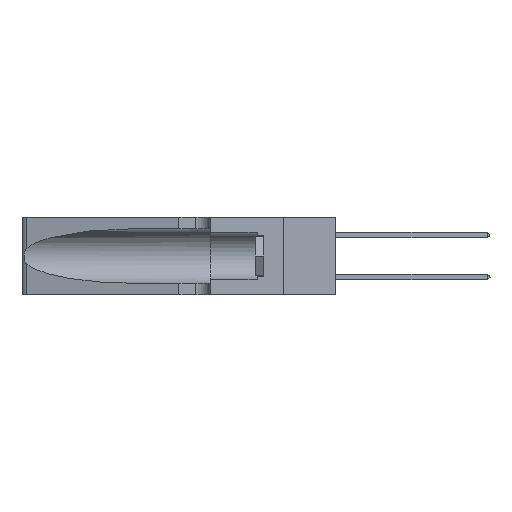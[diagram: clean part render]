
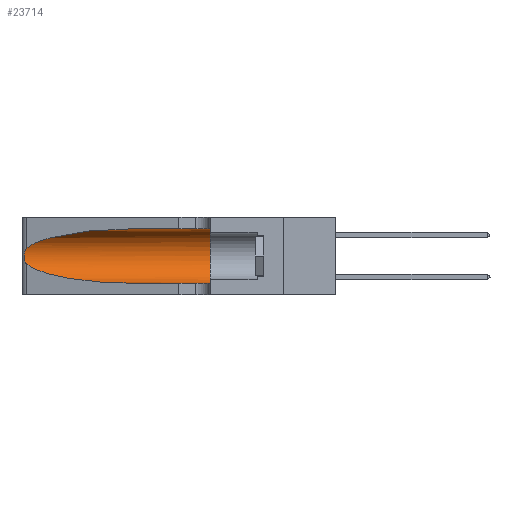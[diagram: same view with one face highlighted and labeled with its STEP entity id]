
A CAD part, left-side view. The second image highlights one B-rep face of the part: STEP entity #23714.
In plain terms, the highlighted cylindrical face has radius 3.308 mm (diameter 6.617 mm), a partial arc.
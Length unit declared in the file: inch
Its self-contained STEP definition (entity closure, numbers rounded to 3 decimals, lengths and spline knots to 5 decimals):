
#141 = B_SPLINE_CURVE_WITH_KNOTS ( 'NONE', 3,
 ( #30867, #18849, #26053, #20805, #16228, #6354, #11545, #23263, #30561, #30772, #1753, #30657, #4137, #21026 ),
 .UNSPECIFIED., .F., .F.,
 ( 4, 2, 2, 2, 2, 2, 4 ),
 ( 0., 0.00027, 0.00053, 0.00107, 0.0016, 0.00187, 0.00214 ),
 .UNSPECIFIED. ) ;
#555 = EDGE_LOOP ( 'NONE', ( #4284, #18242, #5349, #19103, #10842, #13024 ) ) ;
#990 = VECTOR ( 'NONE', #18345, 39.37008 ) ;
#1753 = CARTESIAN_POINT ( 'NONE',  ( 0.25789, 1.23486, 0.15765 ) ) ;
#1858 = CARTESIAN_POINT ( 'NONE',  ( 0.2373, 1.15595, 0.28018 ) ) ;
#2839 =( BOUNDED_CURVE ( )  B_SPLINE_CURVE ( 3, ( #25344, #4005, #6424, #18488 ),
 .UNSPECIFIED., .F., .F. ) 
 B_SPLINE_CURVE_WITH_KNOTS ( ( 4, 4 ),
 ( 3.44316, 4.71239 ),
 .UNSPECIFIED. ) 
 CURVE ( )  GEOMETRIC_REPRESENTATION_ITEM ( )  RATIONAL_B_SPLINE_CURVE ( ( 1., 0.87, 0.87, 1. ) ) 
 REPRESENTATION_ITEM ( '' )  );
#2865 = FACE_OUTER_BOUND ( 'NONE', #555, .T. ) ;
#2945 = CARTESIAN_POINT ( 'NONE',  ( 0.1305, 1.61858, 0.185 ) ) ;
#3722 = EDGE_CURVE ( 'NONE', #16167, #19397, #15765, .T. ) ;
#3934 = CARTESIAN_POINT ( 'NONE',  ( 0.25487, 1.22718, 0.14631 ) ) ;
#4005 = CARTESIAN_POINT ( 'NONE',  ( 0.2373, 1.15595, 0.08982 ) ) ;
#4037 = CARTESIAN_POINT ( 'NONE',  ( 0.1305, 0.72297, 0.31525 ) ) ;
#4077 = EDGE_CURVE ( 'NONE', #25281, #16167, #15346, .T. ) ;
#4137 = CARTESIAN_POINT ( 'NONE',  ( 0.25555, 1.22993, 0.14849 ) ) ;
#4236 = CARTESIAN_POINT ( 'NONE',  ( 0.18966, 0.96281, 0.31525 ) ) ;
#4284 = ORIENTED_EDGE ( 'NONE', *, *, #29717, .T. ) ;
#5349 = ORIENTED_EDGE ( 'NONE', *, *, #23988, .T. ) ;
#6354 = CARTESIAN_POINT ( 'NONE',  ( 0.26018, 1.23835, 0.19895 ) ) ;
#6424 = CARTESIAN_POINT ( 'NONE',  ( 0.18966, 0.96281, 0.05475 ) ) ;
#8009 = VERTEX_POINT ( 'NONE', #22839 ) ;
#9581 = DIRECTION ( 'NONE',  ( 0., -1., 0. ) ) ;
#10842 = ORIENTED_EDGE ( 'NONE', *, *, #3722, .F. ) ;
#11545 = CARTESIAN_POINT ( 'NONE',  ( 0.26075, 1.23896, 0.19203 ) ) ;
#13024 = ORIENTED_EDGE ( 'NONE', *, *, #4077, .F. ) ;
#13611 = AXIS2_PLACEMENT_3D ( 'NONE', #29516, #21912, #19696 ) ;
#15036 =( BOUNDED_CURVE ( )  B_SPLINE_CURVE ( 3, ( #4037, #4236, #1858, #28140 ),
 .UNSPECIFIED., .F., .T. ) 
 B_SPLINE_CURVE_WITH_KNOTS ( ( 4, 4 ),
 ( 1.5708, 2.84003 ),
 .UNSPECIFIED. ) 
 CURVE ( )  GEOMETRIC_REPRESENTATION_ITEM ( )  RATIONAL_B_SPLINE_CURVE ( ( 1., 0.87, 0.87, 1. ) ) 
 REPRESENTATION_ITEM ( '' )  );
#15346 = LINE ( 'NONE', #23180, #990 ) ;
#15765 = CIRCLE ( 'NONE', #13611, 0.13025 ) ;
#16167 = VERTEX_POINT ( 'NONE', #25009 ) ;
#16228 = CARTESIAN_POINT ( 'NONE',  ( 0.25854, 1.2359, 0.20912 ) ) ;
#16261 = CARTESIAN_POINT ( 'NONE',  ( 0.1305, 0.72297, 0.05475 ) ) ;
#18242 = ORIENTED_EDGE ( 'NONE', *, *, #23499, .T. ) ;
#18345 = DIRECTION ( 'NONE',  ( 0., -1., 0. ) ) ;
#18488 = CARTESIAN_POINT ( 'NONE',  ( 0.1305, 0.72297, 0.05475 ) ) ;
#18679 = VERTEX_POINT ( 'NONE', #16261 ) ;
#18849 = CARTESIAN_POINT ( 'NONE',  ( 0.25555, 1.22994, 0.2215 ) ) ;
#19027 = AXIS2_PLACEMENT_3D ( 'NONE', #2945, #26835, #29259 ) ;
#19103 = ORIENTED_EDGE ( 'NONE', *, *, #30592, .T. ) ;
#19397 = VERTEX_POINT ( 'NONE', #30171 ) ;
#19696 = DIRECTION ( 'NONE',  ( 0., 0., 1. ) ) ;
#20805 = CARTESIAN_POINT ( 'NONE',  ( 0.25787, 1.23484, 0.2124 ) ) ;
#21026 = CARTESIAN_POINT ( 'NONE',  ( 0.25487, 1.22718, 0.14631 ) ) ;
#21595 = CARTESIAN_POINT ( 'NONE',  ( 0.1305, 1.61858, 0.05475 ) ) ;
#21912 = DIRECTION ( 'NONE',  ( 0., 1., 0. ) ) ;
#22684 = CARTESIAN_POINT ( 'NONE',  ( 0.1305, 0.72297, 0.31525 ) ) ;
#22839 = CARTESIAN_POINT ( 'NONE',  ( 0.25487, 1.22718, 0.22369 ) ) ;
#23180 = CARTESIAN_POINT ( 'NONE',  ( 0.1305, 1.61858, 0.31525 ) ) ;
#23263 = CARTESIAN_POINT ( 'NONE',  ( 0.26075, 1.23896, 0.178 ) ) ;
#23499 = EDGE_CURVE ( 'NONE', #8009, #26383, #141, .T. ) ;
#23714 = ADVANCED_FACE ( 'NONE', ( #2865 ), #27070, .F. ) ;
#23988 = EDGE_CURVE ( 'NONE', #26383, #18679, #2839, .T. ) ;
#25009 = CARTESIAN_POINT ( 'NONE',  ( 0.1305, 0.35, 0.31525 ) ) ;
#25281 = VERTEX_POINT ( 'NONE', #22684 ) ;
#25325 = VECTOR ( 'NONE', #9581, 39.37008 ) ;
#25344 = CARTESIAN_POINT ( 'NONE',  ( 0.25487, 1.22718, 0.14631 ) ) ;
#26053 = CARTESIAN_POINT ( 'NONE',  ( 0.25639, 1.23184, 0.21858 ) ) ;
#26383 = VERTEX_POINT ( 'NONE', #3934 ) ;
#26835 = DIRECTION ( 'NONE',  ( 0., -1., 0. ) ) ;
#26844 = LINE ( 'NONE', #21595, #25325 ) ;
#27070 = CYLINDRICAL_SURFACE ( 'NONE', #19027, 0.13025 ) ;
#28140 = CARTESIAN_POINT ( 'NONE',  ( 0.25487, 1.22718, 0.22369 ) ) ;
#29259 = DIRECTION ( 'NONE',  ( 0., 0., -1. ) ) ;
#29516 = CARTESIAN_POINT ( 'NONE',  ( 0.1305, 0.35, 0.185 ) ) ;
#29717 = EDGE_CURVE ( 'NONE', #25281, #8009, #15036, .T. ) ;
#30171 = CARTESIAN_POINT ( 'NONE',  ( 0.1305, 0.35, 0.05475 ) ) ;
#30561 = CARTESIAN_POINT ( 'NONE',  ( 0.26017, 1.23833, 0.17102 ) ) ;
#30592 = EDGE_CURVE ( 'NONE', #18679, #19397, #26844, .T. ) ;
#30657 = CARTESIAN_POINT ( 'NONE',  ( 0.25639, 1.23186, 0.15144 ) ) ;
#30772 = CARTESIAN_POINT ( 'NONE',  ( 0.25856, 1.23593, 0.16098 ) ) ;
#30867 = CARTESIAN_POINT ( 'NONE',  ( 0.25487, 1.22718, 0.22369 ) ) ;
